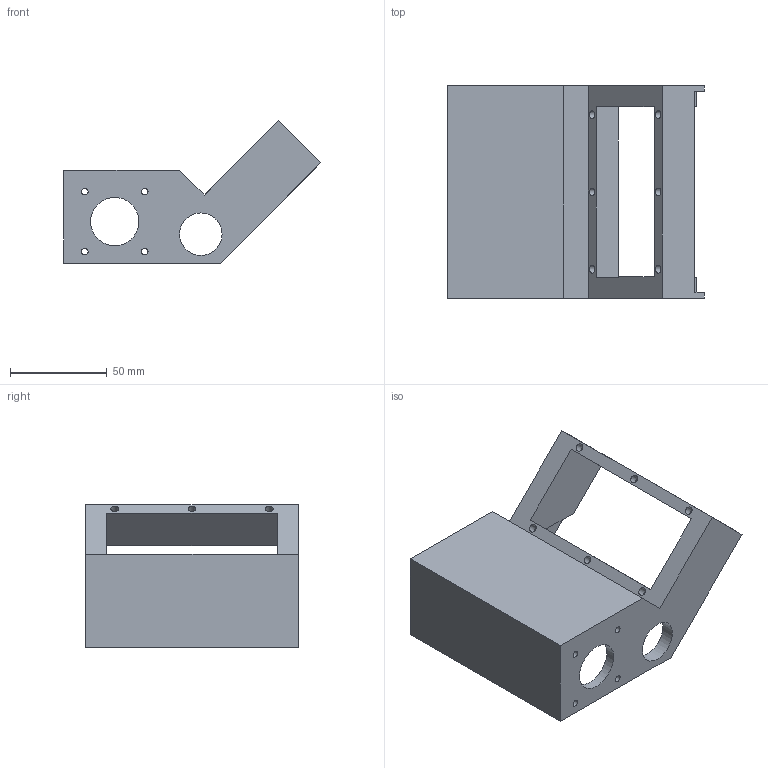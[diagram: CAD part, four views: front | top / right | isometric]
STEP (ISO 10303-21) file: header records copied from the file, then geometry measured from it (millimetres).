
FILE_DESCRIPTION(/* description */ ('STEP AP242','CAx-IF Rec.Pracs.---Representation and Presentation of Product Manufacturing Information (PMI)---4.0---2014-10-13','CAx-IF Rec.Pracs.---3D Tessellated Geometry---0.4---2014-09-14','2;1'),/* implementation_level */ '2;1');
FILE_NAME(/* name */ '687444ba3ccb6525732b7c6a',/* time_stamp */ '2025-07-13T23:43:54Z',/* author */ (''),/* organization */ (''),/* preprocessor_version */ 'ST-DEVELOPER v20',/* originating_system */ 'ONSHAPE BY PTC INC, 1.200',/* authorisation */ ' ');
FILE_SCHEMA (('AP242_MANAGED_MODEL_BASED_3D_ENGINEERING_MIM_LF { 1 0 10303 442 1 1 4 }'));
Length unit declared in the file: metre
Products named in the file (1): Part 1
Bounding box: 132.9 x 110 x 73.67 mm (x, y, z)
Volume: 173097.3 mm3; surface area: 58197.1 mm2
Topology: 1 solids, 1 shells, 52 faces, 143 edges, 98 vertices
Faces by surface type: plane 33, cylinder 19
Full cylindrical faces by diameter (mm): 3.4 x8, 4 x6, 22 x2, 25 x2
Entity records: 1563 total; most frequent: DIRECTION 259, CARTESIAN_POINT 256, ORIENTED_EDGE 230, EDGE_CURVE 115, EDGE_LOOP 101, FACE_BOUND 101, AXIS2_PLACEMENT_3D 91, VERTEX_POINT 88
